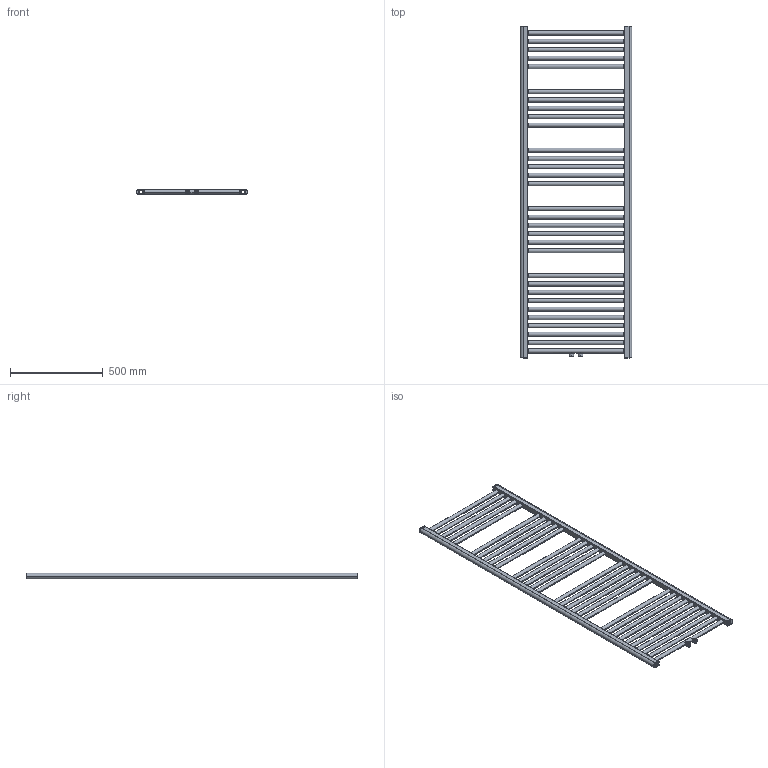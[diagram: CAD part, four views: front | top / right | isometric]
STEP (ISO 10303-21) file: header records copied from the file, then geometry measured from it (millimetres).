
FILE_DESCRIPTION((''),'2;1');
FILE_NAME('U0548880_ASM','2022-02-28T12:19:33',('btas'),(''),'CREO PARAMETRIC BY PTC INC, 2020354','CREO PARAMETRIC BY PTC INC, 2020354','');
FILE_SCHEMA(('AUTOMOTIVE_DESIGN { 1 0 10303 214 1 1 1 1 }'));
Length unit declared in the file: millimetre
Products named in the file (7): U0547380; U0547366; U0547358; U0548202; U0547397; U0548207_ASM; U0548880_ASM
Assembly tree (40 placements, depth 3):
  U0548880_ASM
    U0547380  x2
    U0547366  x30
    U0547358  x4
    U0548207_ASM
      U0548202
      U0547397  x2
Bounding box: 600.25 x 1785.5 x 30.2 mm (x, y, z)
Volume: 1493021 mm3; surface area: 3012198.4 mm2
Topology: 43 solids, 43 shells, 2254 faces, 5424 edges, 3252 vertices
Faces by surface type: plane 722, torus 548, cone 510, cylinder 466, bspline 8
Entity records: 16256 total; most frequent: CARTESIAN_POINT 2706, DIRECTION 2338, ORIENTED_EDGE 2158, COLOUR_RGB 1376, EDGE_CURVE 1079, AXIS2_PLACEMENT_3D 835, VERTEX_POINT 686, VECTOR 668
